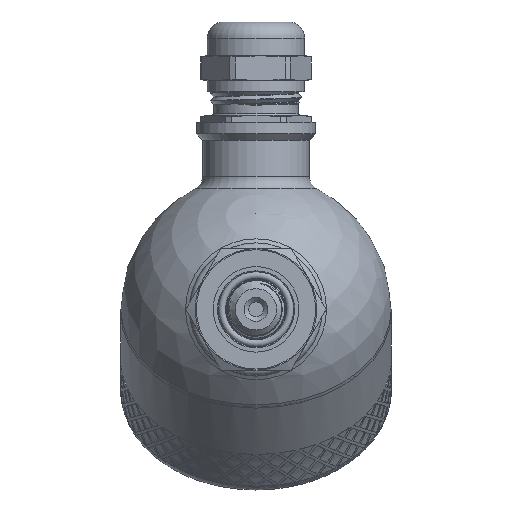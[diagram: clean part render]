
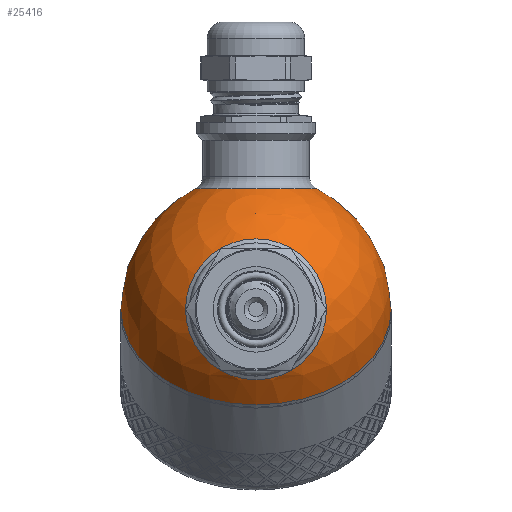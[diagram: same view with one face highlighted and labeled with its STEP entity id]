
A CAD part, left-side view. The second image highlights one B-rep face of the part: STEP entity #25416.
In plain terms, the highlighted spherical face has radius 30 mm.
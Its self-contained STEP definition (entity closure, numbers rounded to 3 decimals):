
#136=SPHERICAL_SURFACE('',#27018,30.);
#249=FACE_BOUND('',#3805,.T.);
#250=FACE_BOUND('',#3806,.T.);
#2139=FACE_OUTER_BOUND('',#3804,.T.);
#3804=EDGE_LOOP('',(#18479,#18480,#18481,#18482));
#3805=EDGE_LOOP('',(#18483));
#3806=EDGE_LOOP('',(#18484));
#5329=CIRCLE('',#26941,30.);
#5330=CIRCLE('',#26942,30.);
#5357=CIRCLE('',#27014,13.5);
#5360=CIRCLE('',#27019,30.);
#5361=CIRCLE('',#27020,15.643);
#9882=VERTEX_POINT('',#35048);
#9883=VERTEX_POINT('',#35050);
#10410=VERTEX_POINT('',#41814);
#10412=VERTEX_POINT('',#41821);
#10413=VERTEX_POINT('',#41823);
#12625=EDGE_CURVE('',#9882,#9883,#5329,.T.);
#12626=EDGE_CURVE('',#9883,#9882,#5330,.T.);
#13419=EDGE_CURVE('',#10410,#10410,#5357,.T.);
#13422=EDGE_CURVE('',#9883,#10412,#5360,.T.);
#13423=EDGE_CURVE('',#10413,#10413,#5361,.T.);
#18479=ORIENTED_EDGE('',*,*,#12626,.F.);
#18480=ORIENTED_EDGE('',*,*,#13422,.T.);
#18481=ORIENTED_EDGE('',*,*,#13422,.F.);
#18482=ORIENTED_EDGE('',*,*,#12625,.F.);
#18483=ORIENTED_EDGE('',*,*,#13423,.F.);
#18484=ORIENTED_EDGE('',*,*,#13419,.F.);
#25416=ADVANCED_FACE('',(#2139,#249,#250),#136,.T.);
#26941=AXIS2_PLACEMENT_3D('',#35051,#28381,#28382);
#26942=AXIS2_PLACEMENT_3D('',#35052,#28383,#28384);
#27014=AXIS2_PLACEMENT_3D('',#41815,#28805,#28806);
#27018=AXIS2_PLACEMENT_3D('',#41820,#28813,#28814);
#27019=AXIS2_PLACEMENT_3D('',#41822,#28815,#28816);
#27020=AXIS2_PLACEMENT_3D('',#41824,#28817,#28818);
#28381=DIRECTION('center_axis',(1.,0.,0.));
#28382=DIRECTION('ref_axis',(0.,1.,0.));
#28383=DIRECTION('center_axis',(1.,0.,0.));
#28384=DIRECTION('ref_axis',(0.,1.,0.));
#28805=DIRECTION('center_axis',(-0.707,0.,-0.707));
#28806=DIRECTION('ref_axis',(-0.707,0.,0.707));
#28813=DIRECTION('center_axis',(1.,0.,0.));
#28814=DIRECTION('ref_axis',(0.,-1.,0.));
#28815=DIRECTION('center_axis',(0.,0.,1.));
#28816=DIRECTION('ref_axis',(0.,1.,0.));
#28817=DIRECTION('center_axis',(-0.707,0.,0.707));
#28818=DIRECTION('ref_axis',(0.707,0.,0.707));
#35048=CARTESIAN_POINT('',(0.,-30.,0.));
#35050=CARTESIAN_POINT('',(0.,30.,0.));
#35051=CARTESIAN_POINT('Origin',(0.,0.,0.));
#35052=CARTESIAN_POINT('Origin',(0.,0.,0.));
#41814=CARTESIAN_POINT('',(-9.398,0.,-28.49));
#41815=CARTESIAN_POINT('Origin',(-18.944,0.,-18.944));
#41820=CARTESIAN_POINT('Origin',(0.,0.,0.));
#41821=CARTESIAN_POINT('',(-30.,0.,0.));
#41822=CARTESIAN_POINT('Origin',(0.,0.,0.));
#41823=CARTESIAN_POINT('',(-29.162,0.,7.04));
#41824=CARTESIAN_POINT('Origin',(-18.101,0.,18.101));
